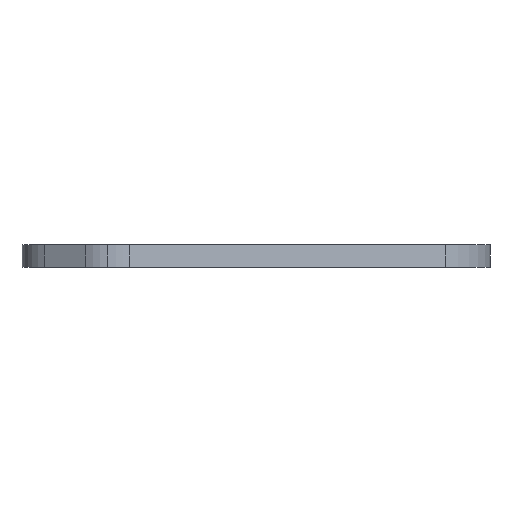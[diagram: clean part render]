
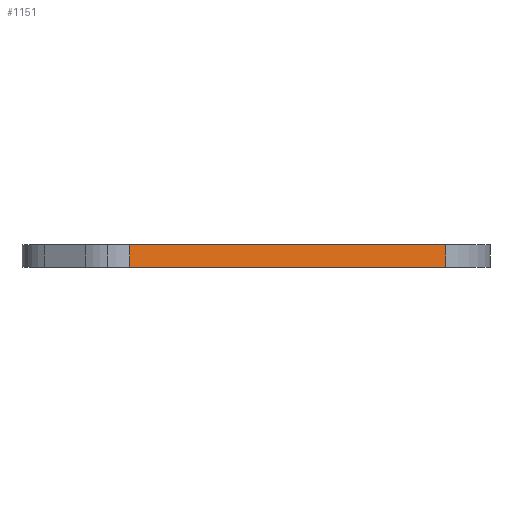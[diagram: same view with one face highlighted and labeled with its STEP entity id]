
A CAD part, left-side view. The second image highlights one B-rep face of the part: STEP entity #1151.
In plain terms, the highlighted planar face has unit normal (-0.866, -0.5, 0).
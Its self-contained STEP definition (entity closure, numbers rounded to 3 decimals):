
#80 = DIRECTION ( 'NONE',  ( 0.5, -0.866, 0. ) ) ;
#92 = VERTEX_POINT ( 'NONE', #336 ) ;
#107 = LINE ( 'NONE', #874, #1386 ) ;
#130 = EDGE_CURVE ( 'NONE', #167, #92, #107, .T. ) ;
#132 = ORIENTED_EDGE ( 'NONE', *, *, #1065, .T. ) ;
#137 = LINE ( 'NONE', #300, #1087 ) ;
#167 = VERTEX_POINT ( 'NONE', #1290 ) ;
#215 = EDGE_LOOP ( 'NONE', ( #132, #886, #1139, #1307 ) ) ;
#222 = AXIS2_PLACEMENT_3D ( 'NONE', #489, #769, #1646 ) ;
#256 = EDGE_CURVE ( 'NONE', #1098, #1525, #715, .T. ) ;
#300 = CARTESIAN_POINT ( 'NONE',  ( -75., 57.603, 5. ) ) ;
#336 = CARTESIAN_POINT ( 'NONE',  ( -72.113, 52.603, 0. ) ) ;
#381 = LINE ( 'NONE', #1385, #462 ) ;
#462 = VECTOR ( 'NONE', #628, 1000. ) ;
#489 = CARTESIAN_POINT ( 'NONE',  ( -75., 57.603, 5. ) ) ;
#525 = VECTOR ( 'NONE', #1465, 1000. ) ;
#628 = DIRECTION ( 'NONE',  ( 0.5, -0.866, 0. ) ) ;
#638 = DIRECTION ( 'NONE',  ( 0., 0., -1. ) ) ;
#715 = LINE ( 'NONE', #1037, #525 ) ;
#769 = DIRECTION ( 'NONE',  ( 0.866, 0.5, 0. ) ) ;
#771 = CARTESIAN_POINT ( 'NONE',  ( -30.774, -19., 5. ) ) ;
#874 = CARTESIAN_POINT ( 'NONE',  ( -72.113, 52.603, 5. ) ) ;
#886 = ORIENTED_EDGE ( 'NONE', *, *, #256, .T. ) ;
#1037 = CARTESIAN_POINT ( 'NONE',  ( -30.774, -19., 5. ) ) ;
#1065 = EDGE_CURVE ( 'NONE', #92, #1098, #381, .T. ) ;
#1087 = VECTOR ( 'NONE', #80, 1000. ) ;
#1098 = VERTEX_POINT ( 'NONE', #1515 ) ;
#1139 = ORIENTED_EDGE ( 'NONE', *, *, #1391, .F. ) ;
#1151 = ADVANCED_FACE ( 'NONE', ( #1237 ), #1374, .F. ) ;
#1237 = FACE_OUTER_BOUND ( 'NONE', #215, .T. ) ;
#1290 = CARTESIAN_POINT ( 'NONE',  ( -72.113, 52.603, 5. ) ) ;
#1307 = ORIENTED_EDGE ( 'NONE', *, *, #130, .T. ) ;
#1374 = PLANE ( 'NONE',  #222 ) ;
#1385 = CARTESIAN_POINT ( 'NONE',  ( -75., 57.603, 0. ) ) ;
#1386 = VECTOR ( 'NONE', #638, 1000. ) ;
#1391 = EDGE_CURVE ( 'NONE', #167, #1525, #137, .T. ) ;
#1465 = DIRECTION ( 'NONE',  ( 0., 0., 1. ) ) ;
#1515 = CARTESIAN_POINT ( 'NONE',  ( -30.774, -19., 0. ) ) ;
#1525 = VERTEX_POINT ( 'NONE', #771 ) ;
#1646 = DIRECTION ( 'NONE',  ( -0.5, 0.866, 0. ) ) ;
